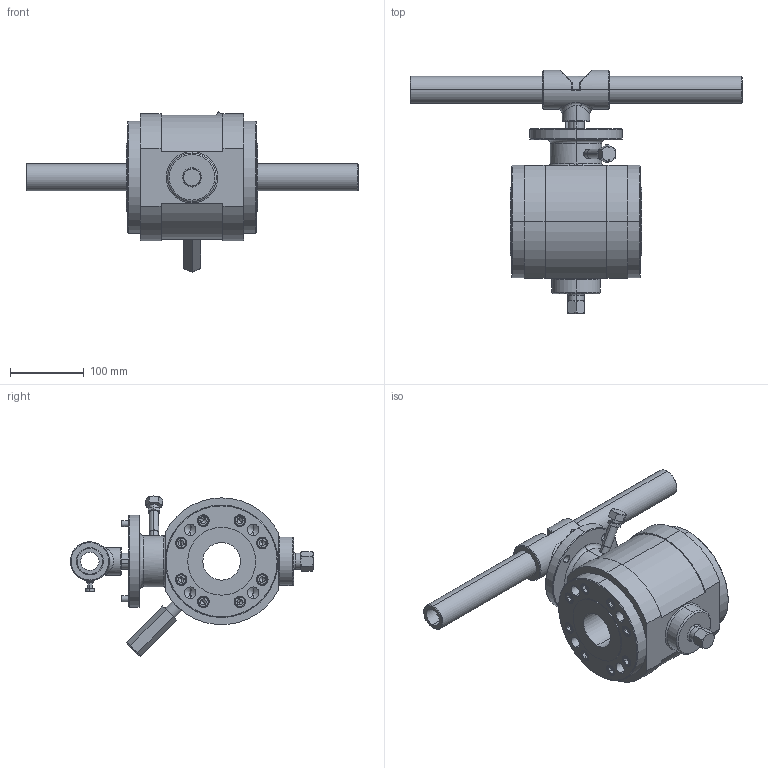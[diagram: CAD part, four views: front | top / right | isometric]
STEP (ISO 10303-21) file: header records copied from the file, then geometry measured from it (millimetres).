
FILE_DESCRIPTION (( 'STEP AP214' ), '1' );
FILE_NAME ('02-B2-150-RF-L.STEP', '2026-03-02T00:31:10', ( 'hp' ), ( '' ), 'SwSTEP 2.0', 'SolidWorks 2022', '' );
FILE_SCHEMA (( 'AUTOMOTIVE_DESIGN' ));
Length unit declared in the file: millimetre
Products named in the file (1): 02-B2-150-RF-L
Bounding box: 450 x 329.6 x 216.87 mm (x, y, z)
Volume: 4115150.7 mm3; surface area: 347026.5 mm2
Topology: 19 solids, 19 shells, 675 faces, 1576 edges, 919 vertices
Faces by surface type: plane 309, cone 164, cylinder 159, torus 24, bspline 17, sphere 2
Entity records: 21078 total; most frequent: CARTESIAN_POINT 5798, DIRECTION 3269, ORIENTED_EDGE 2984, EDGE_CURVE 1492, AXIS2_PLACEMENT_3D 1244, VERTEX_POINT 919, VECTOR 781, LINE 781
